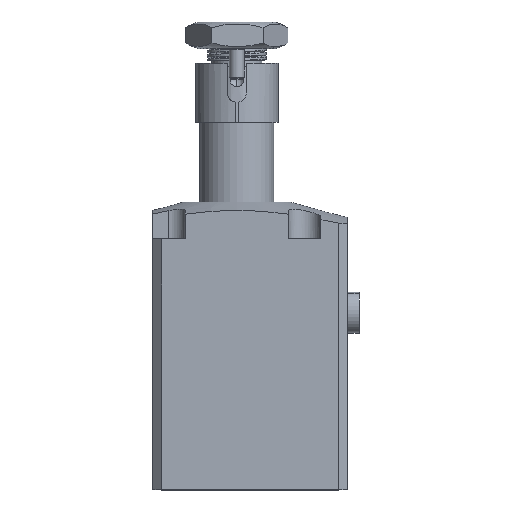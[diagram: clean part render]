
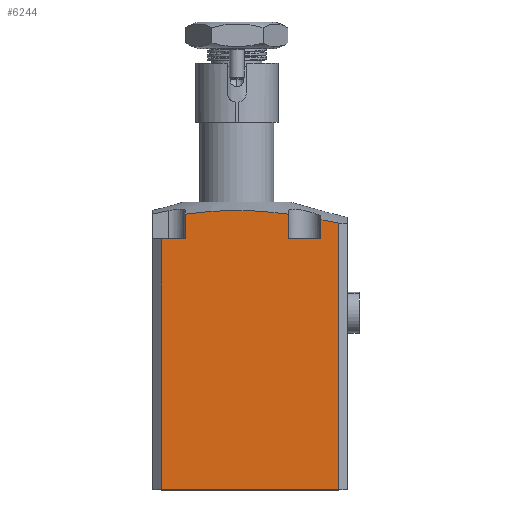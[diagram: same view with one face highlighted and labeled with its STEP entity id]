
A CAD part, top view. The second image highlights one B-rep face of the part: STEP entity #6244.
In plain terms, the highlighted planar face has unit normal (0, 0, 1).
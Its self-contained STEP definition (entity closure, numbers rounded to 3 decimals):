
#13 = ORIENTED_EDGE ( 'NONE', *, *, #4186, .T. ) ;
#65 = CARTESIAN_POINT ( 'NONE',  ( 28.5, -152.335, 28.55 ) ) ;
#143 = ORIENTED_EDGE ( 'NONE', *, *, #1691, .F. ) ;
#184 = VERTEX_POINT ( 'NONE', #635 ) ;
#197 = VERTEX_POINT ( 'NONE', #1623 ) ;
#210 = CARTESIAN_POINT ( 'NONE',  ( 32.504, -61.599, 28.55 ) ) ;
#331 = CARTESIAN_POINT ( 'NONE',  ( -2.925, -57.662, 28.55 ) ) ;
#420 = CARTESIAN_POINT ( 'NONE',  ( 0., -57.662, 28.55 ) ) ;
#448 = CARTESIAN_POINT ( 'NONE',  ( -28.5, -67.335, 28.55 ) ) ;
#548 = CARTESIAN_POINT ( 'NONE',  ( 17.5, -67.335, 28.55 ) ) ;
#571 = VECTOR ( 'NONE', #6611, 1000. ) ;
#599 = CARTESIAN_POINT ( 'NONE',  ( -17.5, -152.335, 28.55 ) ) ;
#635 = CARTESIAN_POINT ( 'NONE',  ( -25.5, -152.335, 28.55 ) ) ;
#666 = CARTESIAN_POINT ( 'NONE',  ( -28.5, -67.335, 28.55 ) ) ;
#716 = EDGE_CURVE ( 'NONE', #2229, #5266, #4822, .T. ) ;
#953 = VECTOR ( 'NONE', #1487, 1000. ) ;
#958 = PLANE ( 'NONE',  #2728 ) ;
#975 = VECTOR ( 'NONE', #2105, 1000. ) ;
#1039 = VECTOR ( 'NONE', #2781, 1000. ) ;
#1050 = VECTOR ( 'NONE', #6630, 1000. ) ;
#1229 = ORIENTED_EDGE ( 'NONE', *, *, #5924, .T. ) ;
#1260 = EDGE_CURVE ( 'NONE', #3025, #3697, #5304, .T. ) ;
#1304 = CARTESIAN_POINT ( 'NONE',  ( -11.679, -58.244, 28.55 ) ) ;
#1443 = VERTEX_POINT ( 'NONE', #1782 ) ;
#1487 = DIRECTION ( 'NONE',  ( 1., 0., 0. ) ) ;
#1516 = DIRECTION ( 'NONE',  ( 0., 0., 1. ) ) ;
#1539 = CARTESIAN_POINT ( 'NONE',  ( -17.5, -58.985, 28.55 ) ) ;
#1557 = EDGE_CURVE ( 'NONE', #5266, #3697, #2623, .T. ) ;
#1623 = CARTESIAN_POINT ( 'NONE',  ( 28.5, -67.335, 28.55 ) ) ;
#1663 = EDGE_CURVE ( 'NONE', #1443, #184, #3110, .T. ) ;
#1681 = CARTESIAN_POINT ( 'NONE',  ( 10.202, -58.127, 28.55 ) ) ;
#1691 = EDGE_CURVE ( 'NONE', #2229, #2910, #6102, .T. ) ;
#1693 = LINE ( 'NONE', #6692, #953 ) ;
#1782 = CARTESIAN_POINT ( 'NONE',  ( -25.5, -67.335, 28.55 ) ) ;
#1961 = CARTESIAN_POINT ( 'NONE',  ( -28.5, -152.335, 28.55 ) ) ;
#2079 = DIRECTION ( 'NONE',  ( 0., 1., 0. ) ) ;
#2105 = DIRECTION ( 'NONE',  ( 0., 1., 0. ) ) ;
#2208 = CARTESIAN_POINT ( 'NONE',  ( 2.91, -57.662, 28.55 ) ) ;
#2229 = VERTEX_POINT ( 'NONE', #4778 ) ;
#2283 = ORIENTED_EDGE ( 'NONE', *, *, #1260, .F. ) ;
#2353 = EDGE_CURVE ( 'NONE', #3025, #1443, #3173, .T. ) ;
#2412 = CARTESIAN_POINT ( 'NONE',  ( 0., -57.662, 28.55 ) ) ;
#2497 = LINE ( 'NONE', #448, #3390 ) ;
#2623 = B_SPLINE_CURVE_WITH_KNOTS ( 'NONE', 3,
 ( #2412, #331, #5970, #1304, #3409, #4503 ),
 .UNSPECIFIED., .F., .F.,
 ( 4, 2, 4 ),
 ( 0.151, 0.16, 0.169 ),
 .UNSPECIFIED. ) ;
#2703 = CARTESIAN_POINT ( 'NONE',  ( 16.045, -58.781, 28.55 ) ) ;
#2728 = AXIS2_PLACEMENT_3D ( 'NONE', #1961, #1516, #4619 ) ;
#2781 = DIRECTION ( 'NONE',  ( -1., 0., 0. ) ) ;
#2855 = ORIENTED_EDGE ( 'NONE', *, *, #1557, .T. ) ;
#2876 = CARTESIAN_POINT ( 'NONE',  ( 34.5, -62.011, 28.55 ) ) ;
#2910 = VERTEX_POINT ( 'NONE', #548 ) ;
#2933 = LINE ( 'NONE', #3788, #3494 ) ;
#2989 = CARTESIAN_POINT ( 'NONE',  ( -25.5, -152.335, 28.55 ) ) ;
#3025 = VERTEX_POINT ( 'NONE', #3177 ) ;
#3056 = VERTEX_POINT ( 'NONE', #5143 ) ;
#3084 = VECTOR ( 'NONE', #2079, 1000. ) ;
#3110 = LINE ( 'NONE', #2989, #1050 ) ;
#3162 = LINE ( 'NONE', #65, #3084 ) ;
#3173 = LINE ( 'NONE', #666, #1039 ) ;
#3177 = CARTESIAN_POINT ( 'NONE',  ( -17.5, -67.335, 28.55 ) ) ;
#3195 = CARTESIAN_POINT ( 'NONE',  ( 0., -57.662, 28.55 ) ) ;
#3286 = CARTESIAN_POINT ( 'NONE',  ( 11.662, -58.268, 28.55 ) ) ;
#3380 = EDGE_LOOP ( 'NONE', ( #13, #6263, #5732, #4391, #1229, #143, #5714, #2855, #2283, #5402, #4061 ) ) ;
#3390 = VECTOR ( 'NONE', #4631, 1000. ) ;
#3409 = CARTESIAN_POINT ( 'NONE',  ( -14.591, -58.578, 28.55 ) ) ;
#3494 = VECTOR ( 'NONE', #6398, 1000. ) ;
#3682 = FACE_OUTER_BOUND ( 'NONE', #3380, .T. ) ;
#3697 = VERTEX_POINT ( 'NONE', #1539 ) ;
#3788 = CARTESIAN_POINT ( 'NONE',  ( 34.5, -152.335, 28.55 ) ) ;
#4061 = ORIENTED_EDGE ( 'NONE', *, *, #1663, .T. ) ;
#4186 = EDGE_CURVE ( 'NONE', #184, #6200, #1693, .T. ) ;
#4353 = EDGE_CURVE ( 'NONE', #197, #3056, #3162, .T. ) ;
#4391 = ORIENTED_EDGE ( 'NONE', *, *, #4353, .F. ) ;
#4402 = B_SPLINE_CURVE_WITH_KNOTS ( 'NONE', 3,
 ( #2876, #210, #4912, #6461 ),
 .UNSPECIFIED., .F., .F.,
 ( 4, 4 ),
 ( 0.116, 0.122 ),
 .UNSPECIFIED. ) ;
#4412 = VERTEX_POINT ( 'NONE', #6220 ) ;
#4503 = CARTESIAN_POINT ( 'NONE',  ( -17.5, -58.985, 28.55 ) ) ;
#4619 = DIRECTION ( 'NONE',  ( 1., 0., 0. ) ) ;
#4631 = DIRECTION ( 'NONE',  ( -1., 0., 0. ) ) ;
#4769 = EDGE_CURVE ( 'NONE', #6200, #4412, #2933, .T. ) ;
#4778 = CARTESIAN_POINT ( 'NONE',  ( 17.5, -58.985, 28.55 ) ) ;
#4822 = B_SPLINE_CURVE_WITH_KNOTS ( 'NONE', 3,
 ( #6385, #2703, #5354, #3286, #1681, #6311, #2208, #3195 ),
 .UNSPECIFIED., .F., .F.,
 ( 4, 2, 2, 4 ),
 ( 0.133, 0.138, 0.142, 0.151 ),
 .UNSPECIFIED. ) ;
#4912 = CARTESIAN_POINT ( 'NONE',  ( 30.504, -61.201, 28.55 ) ) ;
#5143 = CARTESIAN_POINT ( 'NONE',  ( 28.5, -60.822, 28.55 ) ) ;
#5266 = VERTEX_POINT ( 'NONE', #420 ) ;
#5304 = LINE ( 'NONE', #599, #975 ) ;
#5354 = CARTESIAN_POINT ( 'NONE',  ( 14.585, -58.595, 28.55 ) ) ;
#5402 = ORIENTED_EDGE ( 'NONE', *, *, #2353, .T. ) ;
#5714 = ORIENTED_EDGE ( 'NONE', *, *, #716, .T. ) ;
#5732 = ORIENTED_EDGE ( 'NONE', *, *, #6539, .T. ) ;
#5924 = EDGE_CURVE ( 'NONE', #197, #2910, #2497, .T. ) ;
#5970 = CARTESIAN_POINT ( 'NONE',  ( -5.846, -57.785, 28.55 ) ) ;
#6072 = CARTESIAN_POINT ( 'NONE',  ( 17.5, -152.335, 28.55 ) ) ;
#6102 = LINE ( 'NONE', #6072, #571 ) ;
#6200 = VERTEX_POINT ( 'NONE', #6617 ) ;
#6220 = CARTESIAN_POINT ( 'NONE',  ( 34.5, -62.011, 28.55 ) ) ;
#6244 = ADVANCED_FACE ( 'NONE', ( #3682 ), #958, .T. ) ;
#6263 = ORIENTED_EDGE ( 'NONE', *, *, #4769, .T. ) ;
#6311 = CARTESIAN_POINT ( 'NONE',  ( 5.824, -57.784, 28.55 ) ) ;
#6385 = CARTESIAN_POINT ( 'NONE',  ( 17.5, -58.985, 28.55 ) ) ;
#6398 = DIRECTION ( 'NONE',  ( 0., 1., 0. ) ) ;
#6461 = CARTESIAN_POINT ( 'NONE',  ( 28.5, -60.822, 28.55 ) ) ;
#6539 = EDGE_CURVE ( 'NONE', #4412, #3056, #4402, .T. ) ;
#6611 = DIRECTION ( 'NONE',  ( 0., -1., 0. ) ) ;
#6617 = CARTESIAN_POINT ( 'NONE',  ( 34.5, -152.335, 28.55 ) ) ;
#6630 = DIRECTION ( 'NONE',  ( 0., -1., 0. ) ) ;
#6692 = CARTESIAN_POINT ( 'NONE',  ( -28.5, -152.335, 28.55 ) ) ;
